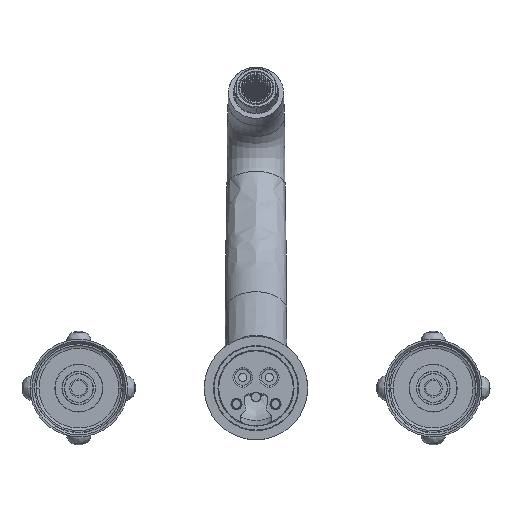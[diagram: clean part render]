
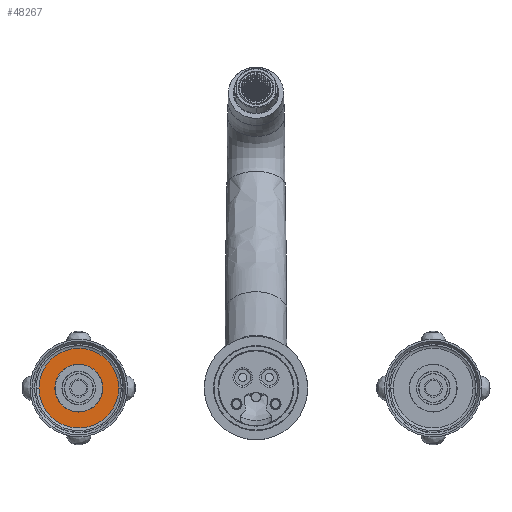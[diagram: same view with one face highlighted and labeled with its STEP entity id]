
A CAD part, front view. The second image highlights one B-rep face of the part: STEP entity #48267.
In plain terms, the highlighted planar face has unit normal (0, -1, 0).
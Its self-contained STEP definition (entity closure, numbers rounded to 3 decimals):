
#48154=CARTESIAN_POINT('',(-100.,-21.2,0.));
#48155=DIRECTION('',(0.,1.,0.));
#48156=DIRECTION('',(1.,0.,0.));
#48157=AXIS2_PLACEMENT_3D('',#48154,#48155,#48156);
#48159=CARTESIAN_POINT('',(-100.,-21.2,0.));
#48160=DIRECTION('',(0.,-1.,0.));
#48161=DIRECTION('',(1.,0.,0.));
#48162=AXIS2_PLACEMENT_3D('',#48159,#48160,#48161);
#48164=CARTESIAN_POINT('',(-100.,-21.2,0.));
#48165=DIRECTION('',(0.,-1.,0.));
#48166=DIRECTION('',(1.,0.,0.));
#48167=AXIS2_PLACEMENT_3D('',#48164,#48165,#48166);
#48177=CARTESIAN_POINT('',(-100.,-21.2,0.));
#48178=DIRECTION('',(0.,1.,0.));
#48179=DIRECTION('',(1.,0.,0.));
#48180=AXIS2_PLACEMENT_3D('',#48177,#48178,#48179);
#48193=CARTESIAN_POINT('',(-86.5,-21.2,0.));
#48195=VERTEX_POINT('',#48193);
#48196=CARTESIAN_POINT('',(-77.5,-21.2,0.));
#48198=VERTEX_POINT('',#48196);
#48201=CARTESIAN_POINT('',(-113.5,-21.2,0.));
#48203=VERTEX_POINT('',#48201);
#48204=CARTESIAN_POINT('',(-122.5,-21.2,0.));
#48206=VERTEX_POINT('',#48204);
#48252=CARTESIAN_POINT('',(-100.,-21.2,0.));
#48253=DIRECTION('',(0.,-1.,0.));
#48254=DIRECTION('',(-1.,0.,0.));
#48255=AXIS2_PLACEMENT_3D('',#48252,#48253,#48254);
#48256=PLANE('',#48255);
#48258=ORIENTED_EDGE('',*,*,#48257,.F.);
#48260=ORIENTED_EDGE('',*,*,#48259,.T.);
#48261=EDGE_LOOP('',(#48258,#48260));
#48262=FACE_OUTER_BOUND('',#48261,.F.);
#48263=ORIENTED_EDGE('',*,*,#48237,.F.);
#48264=ORIENTED_EDGE('',*,*,#48219,.T.);
#48265=EDGE_LOOP('',(#48263,#48264));
#48266=FACE_BOUND('',#48265,.F.);
#48267=ADVANCED_FACE('',(#48262,#48266),#48256,.T.);
#48158=CIRCLE('',#48157,13.5);
#48163=CIRCLE('',#48162,13.5);
#48168=CIRCLE('',#48167,22.5);
#48181=CIRCLE('',#48180,22.5);
#48219=EDGE_CURVE('',#48195,#48203,#48163,.T.);
#48237=EDGE_CURVE('',#48195,#48203,#48158,.T.);
#48257=EDGE_CURVE('',#48198,#48206,#48168,.T.);
#48259=EDGE_CURVE('',#48198,#48206,#48181,.T.);
